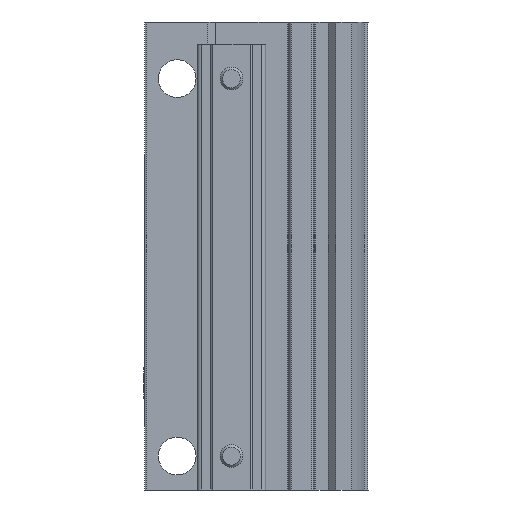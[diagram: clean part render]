
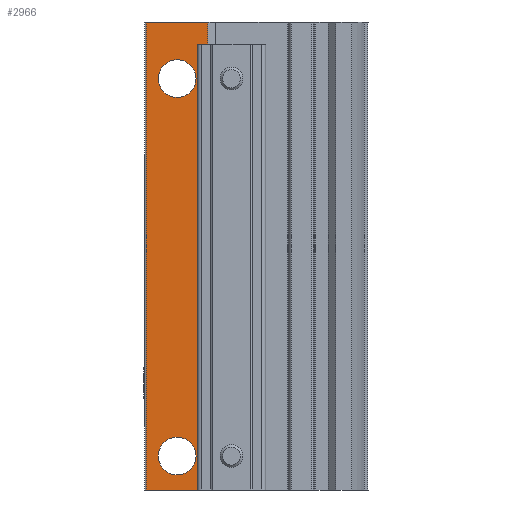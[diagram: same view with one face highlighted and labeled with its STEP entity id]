
A CAD part, left-side view. The second image highlights one B-rep face of the part: STEP entity #2966.
In plain terms, the highlighted face is planar.
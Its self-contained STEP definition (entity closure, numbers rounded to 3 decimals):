
#139=PLANE('',#3252);
#322=LINE('',#4735,#563);
#324=LINE('',#4743,#565);
#325=LINE('',#4745,#566);
#326=LINE('',#4747,#567);
#563=VECTOR('',#3809,1000.);
#565=VECTOR('',#3817,1000.);
#566=VECTOR('',#3818,1000.);
#567=VECTOR('',#3819,1000.);
#914=ORIENTED_EDGE('',*,*,#1702,.F.);
#915=ORIENTED_EDGE('',*,*,#1703,.F.);
#916=ORIENTED_EDGE('',*,*,#1704,.T.);
#917=ORIENTED_EDGE('',*,*,#1705,.F.);
#918=ORIENTED_EDGE('',*,*,#1706,.F.);
#919=ORIENTED_EDGE('',*,*,#1700,.T.);
#1700=EDGE_CURVE('',#2068,#2067,#322,.T.);
#1702=EDGE_CURVE('',#2069,#2069,#2290,.F.);
#1703=EDGE_CURVE('',#2070,#2070,#2291,.F.);
#1704=EDGE_CURVE('',#2067,#2071,#324,.T.);
#1705=EDGE_CURVE('',#2072,#2071,#325,.T.);
#1706=EDGE_CURVE('',#2068,#2072,#326,.T.);
#2067=VERTEX_POINT('',#4734);
#2068=VERTEX_POINT('',#4736);
#2069=VERTEX_POINT('',#4740);
#2070=VERTEX_POINT('',#4742);
#2071=VERTEX_POINT('',#4744);
#2072=VERTEX_POINT('',#4746);
#2290=CIRCLE('',#3253,2.5);
#2291=CIRCLE('',#3254,2.5);
#2439=EDGE_LOOP('',(#914));
#2440=EDGE_LOOP('',(#915));
#2441=EDGE_LOOP('',(#916,#917,#918,#919));
#2676=FACE_BOUND('',#2439,.T.);
#2677=FACE_BOUND('',#2440,.T.);
#2678=FACE_BOUND('',#2441,.T.);
#2966=ADVANCED_FACE('',(#2676,#2677,#2678),#139,.F.);
#3252=AXIS2_PLACEMENT_3D('',#4738,#3811,#3812);
#3253=AXIS2_PLACEMENT_3D('',#4739,#3813,#3814);
#3254=AXIS2_PLACEMENT_3D('',#4741,#3815,#3816);
#3809=DIRECTION('',(-1.,0.,0.));
#3811=DIRECTION('',(0.,0.,1.));
#3812=DIRECTION('',(1.,0.,0.));
#3813=DIRECTION('',(0.,0.,1.));
#3814=DIRECTION('',(1.,0.,0.));
#3815=DIRECTION('',(0.,0.,1.));
#3816=DIRECTION('',(1.,0.,0.));
#3817=DIRECTION('',(0.,1.,0.));
#3818=DIRECTION('',(-1.,0.,0.));
#3819=DIRECTION('',(0.,1.,0.));
#4734=CARTESIAN_POINT('',(0.,21.221,-7.8));
#4735=CARTESIAN_POINT('',(62.,21.221,-7.8));
#4736=CARTESIAN_POINT('',(62.,21.221,-7.8));
#4738=CARTESIAN_POINT('',(62.,21.221,-7.8));
#4739=CARTESIAN_POINT('',(57.5,25.3,-7.8));
#4740=CARTESIAN_POINT('',(60.,25.3,-7.8));
#4741=CARTESIAN_POINT('',(7.5,25.3,-7.8));
#4742=CARTESIAN_POINT('',(10.,25.3,-7.8));
#4743=CARTESIAN_POINT('',(0.,21.221,-7.8));
#4744=CARTESIAN_POINT('',(0.,29.4,-7.8));
#4745=CARTESIAN_POINT('',(62.,29.4,-7.8));
#4746=CARTESIAN_POINT('',(62.,29.4,-7.8));
#4747=CARTESIAN_POINT('',(62.,21.221,-7.8));
